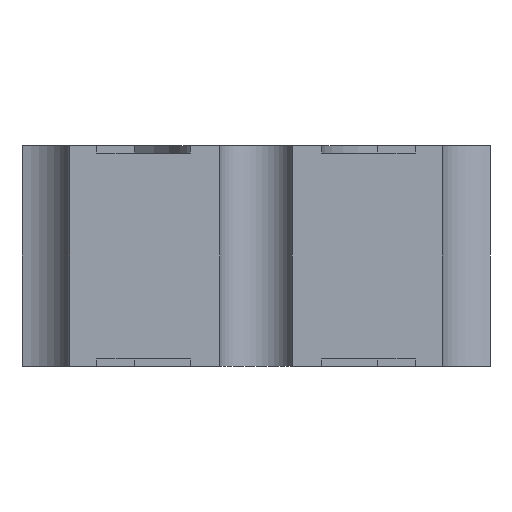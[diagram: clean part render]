
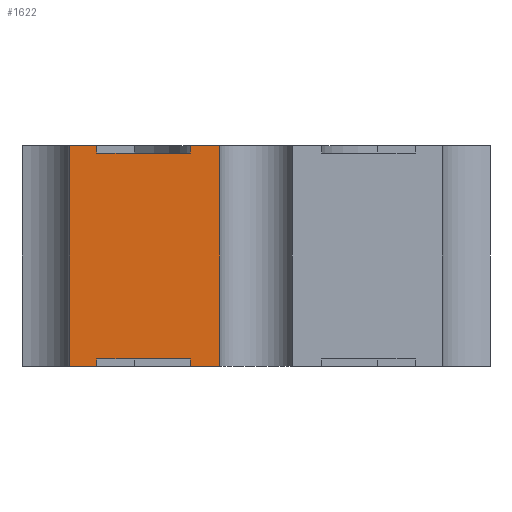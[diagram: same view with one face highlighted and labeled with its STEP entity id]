
A CAD part, left-side view. The second image highlights one B-rep face of the part: STEP entity #1622.
In plain terms, the highlighted planar face has unit normal (-1, 0, 0).
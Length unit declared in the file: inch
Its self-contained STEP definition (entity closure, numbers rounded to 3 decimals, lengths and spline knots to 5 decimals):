
#32 = LINE ( 'NONE', #11790, #12729 ) ;
#477 = LINE ( 'NONE', #7425, #4006 ) ;
#526 = CARTESIAN_POINT ( 'NONE',  ( -0.1, 0.00968, 0. ) ) ;
#583 = DIRECTION ( 'NONE',  ( 0., 0., 1. ) ) ;
#719 = VECTOR ( 'NONE', #4992, 39.37008 ) ;
#997 = DIRECTION ( 'NONE',  ( 0., 0., -1. ) ) ;
#1064 = DIRECTION ( 'NONE',  ( 0., -1., 0. ) ) ;
#1129 = FACE_OUTER_BOUND ( 'NONE', #1468, .T. ) ;
#1136 = VECTOR ( 'NONE', #10383, 39.37008 ) ;
#1165 = LINE ( 'NONE', #7063, #719 ) ;
#1169 = CARTESIAN_POINT ( 'NONE',  ( -0.1, 0.00968, 0. ) ) ;
#1200 = CARTESIAN_POINT ( 'NONE',  ( -0.1, 0.00968, 0.002 ) ) ;
#1317 = VECTOR ( 'NONE', #11704, 39.37008 ) ;
#1468 = EDGE_LOOP ( 'NONE', ( #3975, #11734, #10465, #3297, #5522, #7631, #9567, #5412, #3296, #2877, #8092, #8599 ) ) ;
#1622 = ADVANCED_FACE ( 'NONE', ( #1129 ), #3147, .F. ) ;
#1638 = EDGE_CURVE ( 'NONE', #3660, #10261, #7090, .T. ) ;
#1694 = CARTESIAN_POINT ( 'NONE',  ( -0.1, 0.0497, 0. ) ) ;
#1787 = CARTESIAN_POINT ( 'NONE',  ( -0.1, 0.0425, 0.057 ) ) ;
#1813 = VECTOR ( 'NONE', #11598, 39.37008 ) ;
#1936 = VERTEX_POINT ( 'NONE', #2104 ) ;
#2104 = CARTESIAN_POINT ( 'NONE',  ( -0.1, 0.0175, 0.057 ) ) ;
#2426 = VECTOR ( 'NONE', #9246, 39.37008 ) ;
#2779 = LINE ( 'NONE', #4786, #1813 ) ;
#2877 = ORIENTED_EDGE ( 'NONE', *, *, #10342, .T. ) ;
#2943 = VECTOR ( 'NONE', #4011, 39.37008 ) ;
#3147 = PLANE ( 'NONE',  #5107 ) ;
#3296 = ORIENTED_EDGE ( 'NONE', *, *, #5976, .T. ) ;
#3297 = ORIENTED_EDGE ( 'NONE', *, *, #12146, .T. ) ;
#3483 = VERTEX_POINT ( 'NONE', #1694 ) ;
#3493 = CARTESIAN_POINT ( 'NONE',  ( -0.1, 0., 0.057 ) ) ;
#3660 = VERTEX_POINT ( 'NONE', #10256 ) ;
#3853 = CARTESIAN_POINT ( 'NONE',  ( -0.1, 0.0425, 0.002 ) ) ;
#3873 = EDGE_CURVE ( 'NONE', #1936, #12319, #8497, .T. ) ;
#3975 = ORIENTED_EDGE ( 'NONE', *, *, #12356, .F. ) ;
#4006 = VECTOR ( 'NONE', #11505, 39.37008 ) ;
#4011 = DIRECTION ( 'NONE',  ( 0., -1., 0. ) ) ;
#4022 = EDGE_CURVE ( 'NONE', #10999, #12067, #32, .T. ) ;
#4161 = VERTEX_POINT ( 'NONE', #7106 ) ;
#4331 = VECTOR ( 'NONE', #12560, 39.37008 ) ;
#4573 = CARTESIAN_POINT ( 'NONE',  ( -0.1, 0.0425, 0.057 ) ) ;
#4657 = VECTOR ( 'NONE', #583, 39.37008 ) ;
#4686 = EDGE_CURVE ( 'NONE', #3660, #4161, #6963, .T. ) ;
#4786 = CARTESIAN_POINT ( 'NONE',  ( -0.1, 0.0175, 0.002 ) ) ;
#4992 = DIRECTION ( 'NONE',  ( 0., 1., 0. ) ) ;
#5098 = VERTEX_POINT ( 'NONE', #9958 ) ;
#5107 = AXIS2_PLACEMENT_3D ( 'NONE', #1200, #9058, #997 ) ;
#5226 = CARTESIAN_POINT ( 'NONE',  ( -0.1, 0.0425, 0.059 ) ) ;
#5412 = ORIENTED_EDGE ( 'NONE', *, *, #4686, .T. ) ;
#5522 = ORIENTED_EDGE ( 'NONE', *, *, #11041, .T. ) ;
#5648 = LINE ( 'NONE', #12450, #4657 ) ;
#5659 = LINE ( 'NONE', #12595, #2943 ) ;
#5806 = LINE ( 'NONE', #1787, #1317 ) ;
#5807 = CARTESIAN_POINT ( 'NONE',  ( -0.1, 0.0175, 0.002 ) ) ;
#5838 = CARTESIAN_POINT ( 'NONE',  ( -0.1, 0.0497, 0.059 ) ) ;
#5976 = EDGE_CURVE ( 'NONE', #4161, #5098, #2779, .T. ) ;
#6343 = LINE ( 'NONE', #10315, #4331 ) ;
#6963 = LINE ( 'NONE', #5807, #9043 ) ;
#7063 = CARTESIAN_POINT ( 'NONE',  ( -0.1, 0., 0.059 ) ) ;
#7090 = LINE ( 'NONE', #3853, #2426 ) ;
#7106 = CARTESIAN_POINT ( 'NONE',  ( -0.1, 0.0175, 0.002 ) ) ;
#7220 = VERTEX_POINT ( 'NONE', #5226 ) ;
#7238 = CARTESIAN_POINT ( 'NONE',  ( -0.1, 0.00968, 0.059 ) ) ;
#7425 = CARTESIAN_POINT ( 'NONE',  ( -0.1, 0.0497, 0.002 ) ) ;
#7631 = ORIENTED_EDGE ( 'NONE', *, *, #12666, .T. ) ;
#7989 = VECTOR ( 'NONE', #12062, 39.37008 ) ;
#8092 = ORIENTED_EDGE ( 'NONE', *, *, #9452, .F. ) ;
#8243 = LINE ( 'NONE', #1169, #7989 ) ;
#8497 = LINE ( 'NONE', #3493, #1136 ) ;
#8599 = ORIENTED_EDGE ( 'NONE', *, *, #4022, .T. ) ;
#8684 = VERTEX_POINT ( 'NONE', #526 ) ;
#9043 = VECTOR ( 'NONE', #1064, 39.37008 ) ;
#9058 = DIRECTION ( 'NONE',  ( 1., 0., 0. ) ) ;
#9246 = DIRECTION ( 'NONE',  ( 0., 0., -1. ) ) ;
#9452 = EDGE_CURVE ( 'NONE', #10999, #8684, #6343, .T. ) ;
#9567 = ORIENTED_EDGE ( 'NONE', *, *, #1638, .F. ) ;
#9958 = CARTESIAN_POINT ( 'NONE',  ( -0.1, 0.0175, 0. ) ) ;
#9985 = DIRECTION ( 'NONE',  ( 0., 1., 0. ) ) ;
#10256 = CARTESIAN_POINT ( 'NONE',  ( -0.1, 0.0425, 0.002 ) ) ;
#10261 = VERTEX_POINT ( 'NONE', #11487 ) ;
#10315 = CARTESIAN_POINT ( 'NONE',  ( -0.1, 0.00968, 0.002 ) ) ;
#10342 = EDGE_CURVE ( 'NONE', #5098, #8684, #5659, .T. ) ;
#10383 = DIRECTION ( 'NONE',  ( 0., 1., 0. ) ) ;
#10465 = ORIENTED_EDGE ( 'NONE', *, *, #11260, .T. ) ;
#10999 = VERTEX_POINT ( 'NONE', #7238 ) ;
#11041 = EDGE_CURVE ( 'NONE', #12479, #3483, #477, .T. ) ;
#11260 = EDGE_CURVE ( 'NONE', #12319, #7220, #5806, .T. ) ;
#11487 = CARTESIAN_POINT ( 'NONE',  ( -0.1, 0.0425, 0. ) ) ;
#11505 = DIRECTION ( 'NONE',  ( 0., 0., -1. ) ) ;
#11598 = DIRECTION ( 'NONE',  ( 0., 0., -1. ) ) ;
#11672 = CARTESIAN_POINT ( 'NONE',  ( -0.1, 0.0175, 0.059 ) ) ;
#11704 = DIRECTION ( 'NONE',  ( 0., 0., 1. ) ) ;
#11734 = ORIENTED_EDGE ( 'NONE', *, *, #3873, .T. ) ;
#11790 = CARTESIAN_POINT ( 'NONE',  ( -0.1, 0., 0.059 ) ) ;
#12062 = DIRECTION ( 'NONE',  ( 0., -1., 0. ) ) ;
#12067 = VERTEX_POINT ( 'NONE', #11672 ) ;
#12146 = EDGE_CURVE ( 'NONE', #7220, #12479, #1165, .T. ) ;
#12319 = VERTEX_POINT ( 'NONE', #4573 ) ;
#12356 = EDGE_CURVE ( 'NONE', #1936, #12067, #5648, .T. ) ;
#12450 = CARTESIAN_POINT ( 'NONE',  ( -0.1, 0.0175, 0.057 ) ) ;
#12479 = VERTEX_POINT ( 'NONE', #5838 ) ;
#12560 = DIRECTION ( 'NONE',  ( 0., 0., -1. ) ) ;
#12595 = CARTESIAN_POINT ( 'NONE',  ( -0.1, 0.00968, 0. ) ) ;
#12666 = EDGE_CURVE ( 'NONE', #3483, #10261, #8243, .T. ) ;
#12729 = VECTOR ( 'NONE', #9985, 39.37008 ) ;
